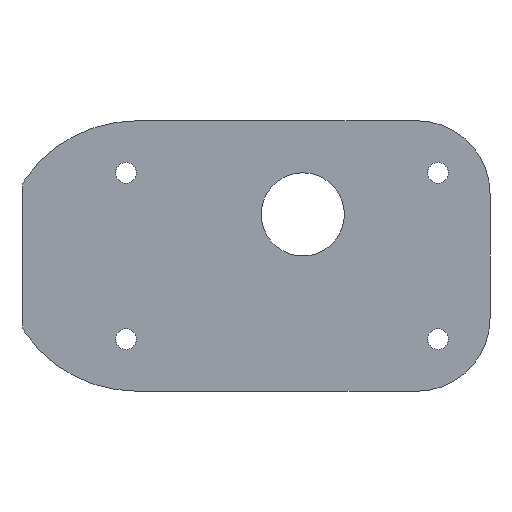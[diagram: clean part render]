
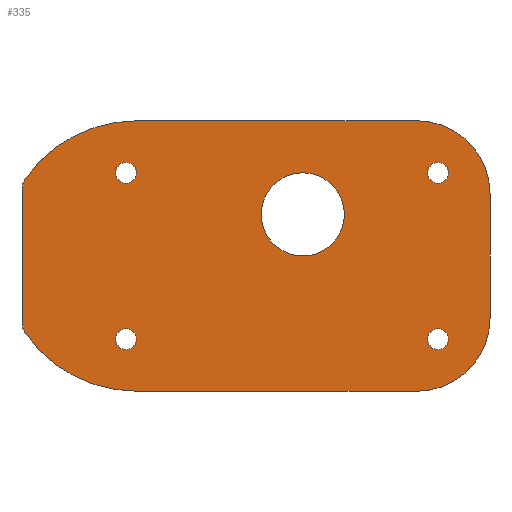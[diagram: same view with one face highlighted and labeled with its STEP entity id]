
A CAD part, front view. The second image highlights one B-rep face of the part: STEP entity #335.
In plain terms, the highlighted planar face has unit normal (0, -1, 0).
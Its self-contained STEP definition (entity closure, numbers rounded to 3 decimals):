
#20=FACE_BOUND('',#70,.T.);
#21=FACE_BOUND('',#71,.T.);
#22=FACE_BOUND('',#72,.T.);
#23=FACE_BOUND('',#73,.T.);
#24=FACE_BOUND('',#74,.T.);
#30=PLANE('',#388);
#47=FACE_OUTER_BOUND('',#69,.T.);
#69=EDGE_LOOP('',(#293,#294,#295,#296,#297,#298,#299,#300,#301,#302));
#70=EDGE_LOOP('',(#303));
#71=EDGE_LOOP('',(#304));
#72=EDGE_LOOP('',(#305));
#73=EDGE_LOOP('',(#306));
#74=EDGE_LOOP('',(#307));
#83=LINE('',#540,#106);
#88=LINE('',#558,#111);
#92=LINE('',#570,#115);
#96=LINE('',#581,#119);
#106=VECTOR('',#443,10.);
#111=VECTOR('',#462,10.);
#115=VECTOR('',#474,10.);
#119=VECTOR('',#486,10.);
#122=CIRCLE('',#352,1.);
#124=CIRCLE('',#355,1.);
#126=CIRCLE('',#358,1.);
#128=CIRCLE('',#361,1.);
#130=CIRCLE('',#364,4.);
#131=CIRCLE('',#366,13.);
#133=CIRCLE('',#369,2.);
#135=CIRCLE('',#373,2.);
#137=CIRCLE('',#376,13.);
#139=CIRCLE('',#380,7.);
#141=CIRCLE('',#384,7.);
#144=VERTEX_POINT('',#496);
#146=VERTEX_POINT('',#502);
#148=VERTEX_POINT('',#508);
#150=VERTEX_POINT('',#514);
#152=VERTEX_POINT('',#520);
#153=VERTEX_POINT('',#524);
#154=VERTEX_POINT('',#525);
#157=VERTEX_POINT('',#533);
#159=VERTEX_POINT('',#539);
#161=VERTEX_POINT('',#545);
#163=VERTEX_POINT('',#551);
#165=VERTEX_POINT('',#557);
#167=VERTEX_POINT('',#563);
#169=VERTEX_POINT('',#569);
#171=VERTEX_POINT('',#575);
#175=EDGE_CURVE('',#144,#144,#122,.T.);
#178=EDGE_CURVE('',#146,#146,#124,.T.);
#181=EDGE_CURVE('',#148,#148,#126,.T.);
#184=EDGE_CURVE('',#150,#150,#128,.T.);
#187=EDGE_CURVE('',#152,#152,#130,.T.);
#188=EDGE_CURVE('',#153,#154,#131,.T.);
#192=EDGE_CURVE('',#157,#153,#133,.T.);
#195=EDGE_CURVE('',#159,#157,#83,.T.);
#198=EDGE_CURVE('',#161,#159,#135,.T.);
#201=EDGE_CURVE('',#163,#161,#137,.T.);
#204=EDGE_CURVE('',#165,#163,#88,.T.);
#207=EDGE_CURVE('',#167,#165,#139,.T.);
#210=EDGE_CURVE('',#169,#167,#92,.T.);
#213=EDGE_CURVE('',#171,#169,#141,.T.);
#216=EDGE_CURVE('',#154,#171,#96,.T.);
#293=ORIENTED_EDGE('',*,*,#216,.F.);
#294=ORIENTED_EDGE('',*,*,#188,.F.);
#295=ORIENTED_EDGE('',*,*,#192,.F.);
#296=ORIENTED_EDGE('',*,*,#195,.F.);
#297=ORIENTED_EDGE('',*,*,#198,.F.);
#298=ORIENTED_EDGE('',*,*,#201,.F.);
#299=ORIENTED_EDGE('',*,*,#204,.F.);
#300=ORIENTED_EDGE('',*,*,#207,.F.);
#301=ORIENTED_EDGE('',*,*,#210,.F.);
#302=ORIENTED_EDGE('',*,*,#213,.F.);
#303=ORIENTED_EDGE('',*,*,#187,.F.);
#304=ORIENTED_EDGE('',*,*,#184,.F.);
#305=ORIENTED_EDGE('',*,*,#181,.F.);
#306=ORIENTED_EDGE('',*,*,#178,.F.);
#307=ORIENTED_EDGE('',*,*,#175,.F.);
#335=ADVANCED_FACE('',(#47,#20,#21,#22,#23,#24),#30,.F.);
#352=AXIS2_PLACEMENT_3D('',#498,#396,#397);
#355=AXIS2_PLACEMENT_3D('',#504,#403,#404);
#358=AXIS2_PLACEMENT_3D('',#510,#410,#411);
#361=AXIS2_PLACEMENT_3D('',#516,#417,#418);
#364=AXIS2_PLACEMENT_3D('',#522,#424,#425);
#366=AXIS2_PLACEMENT_3D('',#526,#428,#429);
#369=AXIS2_PLACEMENT_3D('',#534,#436,#437);
#373=AXIS2_PLACEMENT_3D('',#546,#448,#449);
#376=AXIS2_PLACEMENT_3D('',#552,#455,#456);
#380=AXIS2_PLACEMENT_3D('',#564,#467,#468);
#384=AXIS2_PLACEMENT_3D('',#576,#479,#480);
#388=AXIS2_PLACEMENT_3D('',#584,#490,#491);
#396=DIRECTION('center_axis',(0.,-1.,0.));
#397=DIRECTION('ref_axis',(1.,0.,0.));
#403=DIRECTION('center_axis',(0.,-1.,0.));
#404=DIRECTION('ref_axis',(1.,0.,0.));
#410=DIRECTION('center_axis',(0.,-1.,0.));
#411=DIRECTION('ref_axis',(1.,0.,0.));
#417=DIRECTION('center_axis',(0.,-1.,0.));
#418=DIRECTION('ref_axis',(1.,0.,0.));
#424=DIRECTION('center_axis',(0.,-1.,0.));
#425=DIRECTION('ref_axis',(1.,0.,0.));
#428=DIRECTION('center_axis',(0.,1.,0.));
#429=DIRECTION('ref_axis',(-0.818,0.,0.575));
#436=DIRECTION('center_axis',(0.,1.,0.));
#437=DIRECTION('ref_axis',(-1.,0.,0.));
#443=DIRECTION('',(0.,0.,1.));
#448=DIRECTION('center_axis',(0.,1.,0.));
#449=DIRECTION('ref_axis',(-0.818,0.,-0.575));
#455=DIRECTION('center_axis',(0.,1.,0.));
#456=DIRECTION('ref_axis',(0.,0.,-1.));
#462=DIRECTION('',(-1.,0.,0.));
#467=DIRECTION('center_axis',(0.,1.,0.));
#468=DIRECTION('ref_axis',(1.,0.,0.));
#474=DIRECTION('',(0.,0.,-1.));
#479=DIRECTION('center_axis',(0.,1.,0.));
#480=DIRECTION('ref_axis',(0.,0.,1.));
#486=DIRECTION('',(1.,0.,0.));
#490=DIRECTION('center_axis',(0.,1.,0.));
#491=DIRECTION('ref_axis',(1.,0.,0.));
#496=CARTESIAN_POINT('',(39.,0.,78.));
#498=CARTESIAN_POINT('Origin',(40.,0.,78.));
#502=CARTESIAN_POINT('',(39.,0.,62.));
#504=CARTESIAN_POINT('Origin',(40.,0.,62.));
#508=CARTESIAN_POINT('',(9.,0.,78.));
#510=CARTESIAN_POINT('Origin',(10.,0.,78.));
#514=CARTESIAN_POINT('',(9.,0.,62.));
#516=CARTESIAN_POINT('Origin',(10.,0.,62.));
#520=CARTESIAN_POINT('',(23.,0.,74.));
#522=CARTESIAN_POINT('Origin',(27.,0.,74.));
#524=CARTESIAN_POINT('',(0.364,0.,77.474));
#525=CARTESIAN_POINT('',(11.001,0.,83.));
#526=CARTESIAN_POINT('Origin',(11.,0.,70.));
#533=CARTESIAN_POINT('',(0.,0.,76.325));
#534=CARTESIAN_POINT('Origin',(2.,0.,76.325));
#539=CARTESIAN_POINT('',(0.,0.,63.675));
#540=CARTESIAN_POINT('',(0.,0.,63.675));
#545=CARTESIAN_POINT('',(0.364,0.,62.526));
#546=CARTESIAN_POINT('Origin',(2.,0.,63.675));
#551=CARTESIAN_POINT('',(10.999,0.,57.));
#552=CARTESIAN_POINT('Origin',(11.,0.,70.));
#557=CARTESIAN_POINT('',(38.,0.,57.));
#558=CARTESIAN_POINT('',(38.,0.,57.));
#563=CARTESIAN_POINT('',(45.,0.,64.));
#564=CARTESIAN_POINT('Origin',(38.,0.,64.));
#569=CARTESIAN_POINT('',(45.,0.,76.));
#570=CARTESIAN_POINT('',(45.,0.,76.));
#575=CARTESIAN_POINT('',(38.,0.,83.));
#576=CARTESIAN_POINT('Origin',(38.,0.,76.));
#581=CARTESIAN_POINT('',(11.001,0.,83.));
#584=CARTESIAN_POINT('Origin',(22.5,0.,70.));
